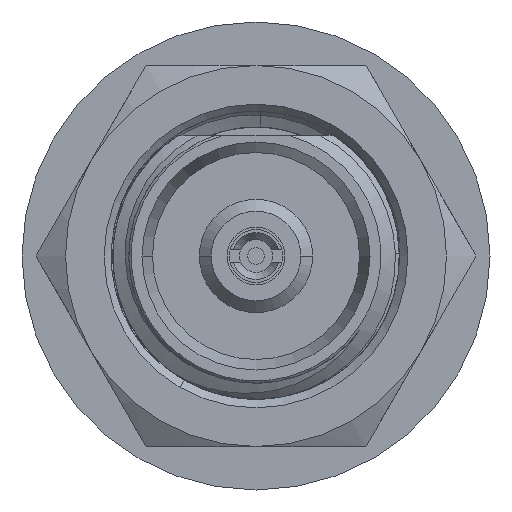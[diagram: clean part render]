
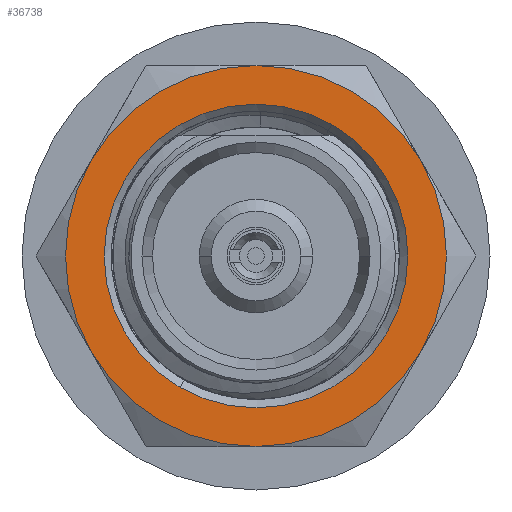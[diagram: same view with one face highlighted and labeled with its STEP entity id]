
A CAD part, left-side view. The second image highlights one B-rep face of the part: STEP entity #36738.
In plain terms, the highlighted planar face has unit normal (-1, 0, 0).
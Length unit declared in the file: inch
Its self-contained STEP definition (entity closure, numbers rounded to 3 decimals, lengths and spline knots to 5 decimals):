
#34903=CARTESIAN_POINT('',(-1.63168,0.,0.));
#34904=DIRECTION('',(1.,0.,0.));
#34905=DIRECTION('',(0.,0.5,-0.866));
#34906=AXIS2_PLACEMENT_3D('',#34903,#34904,#34905);
#35272=CARTESIAN_POINT('',(-1.63168,0.,0.));
#35273=DIRECTION('',(1.,0.,0.));
#35274=DIRECTION('',(0.,-0.5,0.866));
#35275=AXIS2_PLACEMENT_3D('',#35272,#35273,#35274);
#35277=CARTESIAN_POINT('',(-1.63168,0.,0.));
#35278=DIRECTION('',(1.,0.,0.));
#35279=DIRECTION('',(0.,-0.866,0.5));
#35280=AXIS2_PLACEMENT_3D('',#35277,#35278,#35279);
#35282=CARTESIAN_POINT('',(-1.63168,0.,0.));
#35283=DIRECTION('',(1.,0.,0.));
#35284=DIRECTION('',(0.,-0.866,-0.5));
#35285=AXIS2_PLACEMENT_3D('',#35282,#35283,#35284);
#35287=CARTESIAN_POINT('',(-1.63168,0.,0.));
#35288=DIRECTION('',(1.,0.,0.));
#35289=DIRECTION('',(0.,0.866,-0.5));
#35290=AXIS2_PLACEMENT_3D('',#35287,#35288,#35289);
#35292=CARTESIAN_POINT('',(-1.63168,0.,0.));
#35293=DIRECTION('',(1.,0.,0.));
#35294=DIRECTION('',(0.,0.866,0.5));
#35295=AXIS2_PLACEMENT_3D('',#35292,#35293,#35294);
#35297=CARTESIAN_POINT('',(-1.63168,0.,0.));
#35298=DIRECTION('',(-1.,0.,0.));
#35299=DIRECTION('',(0.,-0.866,0.5));
#35300=AXIS2_PLACEMENT_3D('',#35297,#35298,#35299);
#35502=CARTESIAN_POINT('',(-1.63168,0.,0.));
#35503=DIRECTION('',(-1.,0.,0.));
#35504=DIRECTION('',(0.,0.866,-0.5));
#35505=AXIS2_PLACEMENT_3D('',#35502,#35503,#35504);
#35557=CARTESIAN_POINT('',(-1.63168,-0.04982,
0.0863));
#35558=CARTESIAN_POINT('',(-1.63168,0.04982,
-0.0863));
#35559=VERTEX_POINT('',#35557);
#35560=VERTEX_POINT('',#35558);
#35583=CARTESIAN_POINT('',(-1.63168,-0.10825,
0.0625));
#35584=CARTESIAN_POINT('',(-1.63168,-0.10825,-0.0625));
#35585=VERTEX_POINT('',#35583);
#35586=VERTEX_POINT('',#35584);
#35587=CARTESIAN_POINT('',(-1.63168,0.,-0.125));
#35588=VERTEX_POINT('',#35587);
#35589=CARTESIAN_POINT('',(-1.63168,0.10825,
-0.0625));
#35590=CARTESIAN_POINT('',(-1.63168,0.10825,0.0625));
#35591=VERTEX_POINT('',#35589);
#35592=VERTEX_POINT('',#35590);
#35593=CARTESIAN_POINT('',(-1.63168,0.,0.125));
#35594=VERTEX_POINT('',#35593);
#36715=CARTESIAN_POINT('',(-1.63168,0.,0.));
#36716=DIRECTION('',(-1.,0.,0.));
#36717=DIRECTION('',(0.,-0.5,0.866));
#36718=AXIS2_PLACEMENT_3D('',#36715,#36716,#36717);
#36719=PLANE('',#36718);
#36721=ORIENTED_EDGE('',*,*,#36720,.F.);
#36723=ORIENTED_EDGE('',*,*,#36722,.T.);
#36725=ORIENTED_EDGE('',*,*,#36724,.T.);
#36727=ORIENTED_EDGE('',*,*,#36726,.F.);
#36729=ORIENTED_EDGE('',*,*,#36728,.T.);
#36731=ORIENTED_EDGE('',*,*,#36730,.T.);
#36732=EDGE_LOOP('',(#36721,#36723,#36725,#36727,#36729,#36731));
#36733=FACE_OUTER_BOUND('',#36732,.F.);
#36734=ORIENTED_EDGE('',*,*,#36043,.F.);
#36735=ORIENTED_EDGE('',*,*,#36710,.F.);
#36736=EDGE_LOOP('',(#36734,#36735));
#36737=FACE_BOUND('',#36736,.F.);
#36738=ADVANCED_FACE('',(#36733,#36737),#36719,.T.);
#34907=CIRCLE('',#34906,0.09965);
#35276=CIRCLE('',#35275,0.09965);
#35281=CIRCLE('',#35280,0.125);
#35286=CIRCLE('',#35285,0.125);
#35291=CIRCLE('',#35290,0.125);
#35296=CIRCLE('',#35295,0.125);
#35301=CIRCLE('',#35300,0.125);
#35506=CIRCLE('',#35505,0.125);
#36043=EDGE_CURVE('',#35560,#35559,#34907,.T.);
#36710=EDGE_CURVE('',#35559,#35560,#35276,.T.);
#36720=EDGE_CURVE('',#35585,#35594,#35301,.T.);
#36722=EDGE_CURVE('',#35585,#35586,#35281,.T.);
#36724=EDGE_CURVE('',#35586,#35588,#35286,.T.);
#36726=EDGE_CURVE('',#35591,#35588,#35506,.T.);
#36728=EDGE_CURVE('',#35591,#35592,#35291,.T.);
#36730=EDGE_CURVE('',#35592,#35594,#35296,.T.);
